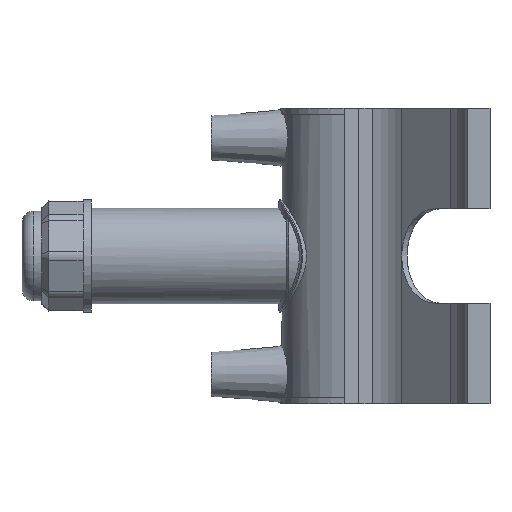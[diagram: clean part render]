
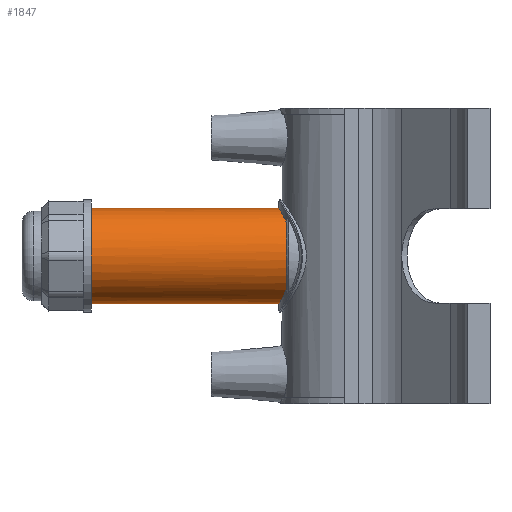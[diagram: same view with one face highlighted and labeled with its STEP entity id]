
A CAD part, left-side view. The second image highlights one B-rep face of the part: STEP entity #1847.
In plain terms, the highlighted cylindrical face has radius 16.15 mm (diameter 32.3 mm), a full revolution.
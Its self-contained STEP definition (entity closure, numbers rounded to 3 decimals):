
#61=FACE_BOUND('',#415,.T.);
#75=B_SPLINE_CURVE_WITH_KNOTS('',3,(#2929,#2930,#2931,#2932,#2933,#2934,
#2935,#2936,#2937,#2938,#2939,#2940,#2941,#2942,#2943,#2944),
 .UNSPECIFIED.,.F.,.F.,(4,2,2,2,2,2,2,4),(2.021,2.197,
2.51,2.822,3.135,3.448,3.76,
3.764),.UNSPECIFIED.);
#79=B_SPLINE_CURVE_WITH_KNOTS('',3,(#2978,#2979,#2980,#2981,#2982,#2983,
#2984,#2985,#2986,#2987,#2988,#2989,#2990,#2991,#2992,#2993),
 .UNSPECIFIED.,.F.,.F.,(4,2,2,2,2,2,2,4),(6.275,6.278,
6.591,6.903,7.216,7.529,7.841,
8.017),.UNSPECIFIED.);
#87=B_SPLINE_CURVE_WITH_KNOTS('',3,(#3438,#3439,#3440,#3441,#3442,#3443,
#3444,#3445,#3446,#3447,#3448,#3449,#3450,#3451,#3452,#3453,#3454,#3455,
#3456,#3457,#3458,#3459,#3460,#3461,#3462,#3463,#3464,#3465,#3466,#3467,
#3468,#3469,#3470,#3471,#3472,#3473,#3474,#3475,#3476,#3477,#3478,#3479,
#3480,#3481,#3482,#3483,#3484,#3485,#3486,#3487,#3488,#3489,#3490,#3491,
#3492,#3493,#3494,#3495,#3496),.UNSPECIFIED.,.F.,.F.,(4,2,2,2,2,2,2,2,2,
2,2,2,2,2,2,2,2,2,2,2,2,2,2,2,3,2,2,2,4),(-6.64,-6.435,
-6.224,-6.119,-6.013,-5.908,
-5.803,-5.592,-5.171,-4.749,
-4.328,-3.998,-3.667,-3.337,
-3.007,-2.676,-2.346,-2.016,
-1.686,-1.264,-0.843,-0.421,
-0.211,-0.105,0.,0.105,0.211,
0.421,0.626),.UNSPECIFIED.);
#113=CIRCLE('',#1935,16.15);
#152=CIRCLE('',#2031,16.15);
#192=CYLINDRICAL_SURFACE('',#2032,16.15);
#284=FACE_OUTER_BOUND('',#414,.T.);
#414=EDGE_LOOP('',(#1554));
#415=EDGE_LOOP('',(#1555,#1556,#1557,#1558));
#782=VERTEX_POINT('',#2894);
#785=VERTEX_POINT('',#2921);
#786=VERTEX_POINT('',#2928);
#791=VERTEX_POINT('',#2976);
#798=VERTEX_POINT('',#3214);
#977=EDGE_CURVE('',#785,#786,#75,.T.);
#983=EDGE_CURVE('',#791,#782,#79,.T.);
#993=EDGE_CURVE('',#798,#798,#113,.T.);
#1102=EDGE_CURVE('',#785,#782,#87,.T.);
#1105=EDGE_CURVE('',#791,#786,#152,.T.);
#1554=ORIENTED_EDGE('',*,*,#993,.F.);
#1555=ORIENTED_EDGE('',*,*,#983,.F.);
#1556=ORIENTED_EDGE('',*,*,#1105,.T.);
#1557=ORIENTED_EDGE('',*,*,#977,.F.);
#1558=ORIENTED_EDGE('',*,*,#1102,.T.);
#1847=ADVANCED_FACE('',(#284,#61),#192,.T.);
#1935=AXIS2_PLACEMENT_3D('',#3215,#2222,#2223);
#2031=AXIS2_PLACEMENT_3D('',#3502,#2478,#2479);
#2032=AXIS2_PLACEMENT_3D('',#3503,#2480,#2481);
#2222=DIRECTION('center_axis',(0.,1.,0.));
#2223=DIRECTION('ref_axis',(1.,0.,0.));
#2478=DIRECTION('center_axis',(0.,1.,0.));
#2479=DIRECTION('ref_axis',(1.,0.,0.));
#2480=DIRECTION('center_axis',(0.,1.,0.));
#2481=DIRECTION('ref_axis',(0.,0.,1.));
#2894=CARTESIAN_POINT('',(4.929,26.587,-15.379));
#2921=CARTESIAN_POINT('',(4.929,26.587,15.379));
#2928=CARTESIAN_POINT('',(-11.442,24.5,11.398));
#2929=CARTESIAN_POINT('Ctrl Pts',(4.929,26.587,15.379));
#2930=CARTESIAN_POINT('Ctrl Pts',(4.351,26.694,15.565));
#2931=CARTESIAN_POINT('Ctrl Pts',(3.761,26.784,15.718));
#2932=CARTESIAN_POINT('Ctrl Pts',(2.112,26.978,16.047));
#2933=CARTESIAN_POINT('Ctrl Pts',(1.042,27.04,16.15));
#2934=CARTESIAN_POINT('Ctrl Pts',(-1.042,27.04,16.15));
#2935=CARTESIAN_POINT('Ctrl Pts',(-2.112,26.978,16.047));
#2936=CARTESIAN_POINT('Ctrl Pts',(-4.223,26.729,15.625));
#2937=CARTESIAN_POINT('Ctrl Pts',(-5.265,26.542,15.306));
#2938=CARTESIAN_POINT('Ctrl Pts',(-7.247,26.071,14.472));
#2939=CARTESIAN_POINT('Ctrl Pts',(-8.191,25.786,13.958));
#2940=CARTESIAN_POINT('Ctrl Pts',(-9.927,25.169,12.782));
#2941=CARTESIAN_POINT('Ctrl Pts',(-10.72,24.836,12.12));
#2942=CARTESIAN_POINT('Ctrl Pts',(-11.427,24.507,11.412));
#2943=CARTESIAN_POINT('Ctrl Pts',(-11.434,24.503,11.405));
#2944=CARTESIAN_POINT('Ctrl Pts',(-11.442,24.5,11.398));
#2976=CARTESIAN_POINT('',(-11.442,24.5,-11.398));
#2978=CARTESIAN_POINT('Ctrl Pts',(-11.442,24.5,-11.398));
#2979=CARTESIAN_POINT('Ctrl Pts',(-11.434,24.503,-11.405));
#2980=CARTESIAN_POINT('Ctrl Pts',(-11.427,24.507,-11.412));
#2981=CARTESIAN_POINT('Ctrl Pts',(-10.72,24.836,-12.12));
#2982=CARTESIAN_POINT('Ctrl Pts',(-9.927,25.169,-12.782));
#2983=CARTESIAN_POINT('Ctrl Pts',(-8.191,25.786,-13.958));
#2984=CARTESIAN_POINT('Ctrl Pts',(-7.247,26.071,-14.472));
#2985=CARTESIAN_POINT('Ctrl Pts',(-5.265,26.542,-15.306));
#2986=CARTESIAN_POINT('Ctrl Pts',(-4.223,26.729,-15.625));
#2987=CARTESIAN_POINT('Ctrl Pts',(-2.112,26.978,-16.047));
#2988=CARTESIAN_POINT('Ctrl Pts',(-1.042,27.04,-16.15));
#2989=CARTESIAN_POINT('Ctrl Pts',(1.042,27.04,-16.15));
#2990=CARTESIAN_POINT('Ctrl Pts',(2.112,26.978,-16.047));
#2991=CARTESIAN_POINT('Ctrl Pts',(3.761,26.784,-15.718));
#2992=CARTESIAN_POINT('Ctrl Pts',(4.351,26.694,-15.565));
#2993=CARTESIAN_POINT('Ctrl Pts',(4.929,26.587,-15.379));
#3214=CARTESIAN_POINT('',(0.,90.5,16.15));
#3215=CARTESIAN_POINT('Origin',(0.,90.5,0.));
#3438=CARTESIAN_POINT('Ctrl Pts',(4.929,26.587,15.379));
#3439=CARTESIAN_POINT('Ctrl Pts',(4.526,27.037,15.509));
#3440=CARTESIAN_POINT('Ctrl Pts',(4.138,27.483,15.615));
#3441=CARTESIAN_POINT('Ctrl Pts',(3.402,28.388,15.792));
#3442=CARTESIAN_POINT('Ctrl Pts',(3.058,28.837,15.861));
#3443=CARTESIAN_POINT('Ctrl Pts',(2.618,29.562,15.937));
#3444=CARTESIAN_POINT('Ctrl Pts',(2.485,29.81,15.958));
#3445=CARTESIAN_POINT('Ctrl Pts',(2.275,30.354,15.989));
#3446=CARTESIAN_POINT('Ctrl Pts',(2.196,30.649,16.));
#3447=CARTESIAN_POINT('Ctrl Pts',(2.196,31.351,16.));
#3448=CARTESIAN_POINT('Ctrl Pts',(2.275,31.646,15.989));
#3449=CARTESIAN_POINT('Ctrl Pts',(2.485,32.19,15.958));
#3450=CARTESIAN_POINT('Ctrl Pts',(2.618,32.438,15.937));
#3451=CARTESIAN_POINT('Ctrl Pts',(3.058,33.163,15.861));
#3452=CARTESIAN_POINT('Ctrl Pts',(3.402,33.612,15.792));
#3453=CARTESIAN_POINT('Ctrl Pts',(4.522,34.989,15.523));
#3454=CARTESIAN_POINT('Ctrl Pts',(5.369,35.911,15.262));
#3455=CARTESIAN_POINT('Ctrl Pts',(7.14,37.802,14.518));
#3456=CARTESIAN_POINT('Ctrl Pts',(8.06,38.759,14.036));
#3457=CARTESIAN_POINT('Ctrl Pts',(9.852,40.607,12.842));
#3458=CARTESIAN_POINT('Ctrl Pts',(10.724,41.498,12.13));
#3459=CARTESIAN_POINT('Ctrl Pts',(12.153,42.953,10.674));
#3460=CARTESIAN_POINT('Ctrl Pts',(12.771,43.581,9.937));
#3461=CARTESIAN_POINT('Ctrl Pts',(13.899,44.724,8.285));
#3462=CARTESIAN_POINT('Ctrl Pts',(14.409,45.241,7.372));
#3463=CARTESIAN_POINT('Ctrl Pts',(15.252,46.094,5.415));
#3464=CARTESIAN_POINT('Ctrl Pts',(15.587,46.431,4.369));
#3465=CARTESIAN_POINT('Ctrl Pts',(16.036,46.885,2.212));
#3466=CARTESIAN_POINT('Ctrl Pts',(16.15,47.,1.101));
#3467=CARTESIAN_POINT('Ctrl Pts',(16.15,47.,-1.101));
#3468=CARTESIAN_POINT('Ctrl Pts',(16.036,46.885,-2.212));
#3469=CARTESIAN_POINT('Ctrl Pts',(15.587,46.431,-4.369));
#3470=CARTESIAN_POINT('Ctrl Pts',(15.252,46.094,-5.415));
#3471=CARTESIAN_POINT('Ctrl Pts',(14.409,45.241,-7.372));
#3472=CARTESIAN_POINT('Ctrl Pts',(13.899,44.724,-8.285));
#3473=CARTESIAN_POINT('Ctrl Pts',(12.771,43.581,-9.937));
#3474=CARTESIAN_POINT('Ctrl Pts',(12.153,42.953,-10.674));
#3475=CARTESIAN_POINT('Ctrl Pts',(10.724,41.498,-12.13));
#3476=CARTESIAN_POINT('Ctrl Pts',(9.852,40.607,-12.842));
#3477=CARTESIAN_POINT('Ctrl Pts',(8.06,38.759,-14.036));
#3478=CARTESIAN_POINT('Ctrl Pts',(7.14,37.802,-14.518));
#3479=CARTESIAN_POINT('Ctrl Pts',(5.369,35.911,-15.262));
#3480=CARTESIAN_POINT('Ctrl Pts',(4.522,34.989,-15.523));
#3481=CARTESIAN_POINT('Ctrl Pts',(3.402,33.612,-15.792));
#3482=CARTESIAN_POINT('Ctrl Pts',(3.058,33.163,-15.861));
#3483=CARTESIAN_POINT('Ctrl Pts',(2.618,32.438,-15.937));
#3484=CARTESIAN_POINT('Ctrl Pts',(2.485,32.19,-15.958));
#3485=CARTESIAN_POINT('Ctrl Pts',(2.275,31.646,-15.989));
#3486=CARTESIAN_POINT('Ctrl Pts',(2.196,31.351,-16.));
#3487=CARTESIAN_POINT('Ctrl Pts',(2.196,31.,-16.));
#3488=CARTESIAN_POINT('Ctrl Pts',(2.196,30.649,-16.));
#3489=CARTESIAN_POINT('Ctrl Pts',(2.275,30.354,-15.989));
#3490=CARTESIAN_POINT('Ctrl Pts',(2.485,29.81,-15.958));
#3491=CARTESIAN_POINT('Ctrl Pts',(2.618,29.562,-15.937));
#3492=CARTESIAN_POINT('Ctrl Pts',(3.058,28.837,-15.861));
#3493=CARTESIAN_POINT('Ctrl Pts',(3.402,28.388,-15.792));
#3494=CARTESIAN_POINT('Ctrl Pts',(4.138,27.483,-15.615));
#3495=CARTESIAN_POINT('Ctrl Pts',(4.526,27.037,-15.509));
#3496=CARTESIAN_POINT('Ctrl Pts',(4.929,26.587,-15.379));
#3502=CARTESIAN_POINT('Origin',(0.,24.5,0.));
#3503=CARTESIAN_POINT('Origin',(0.,57.5,0.));
